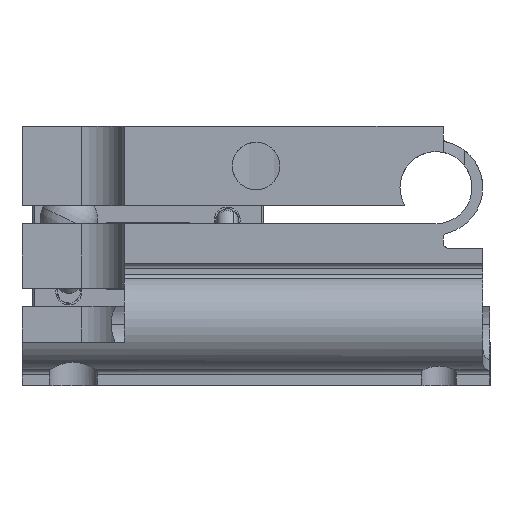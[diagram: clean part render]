
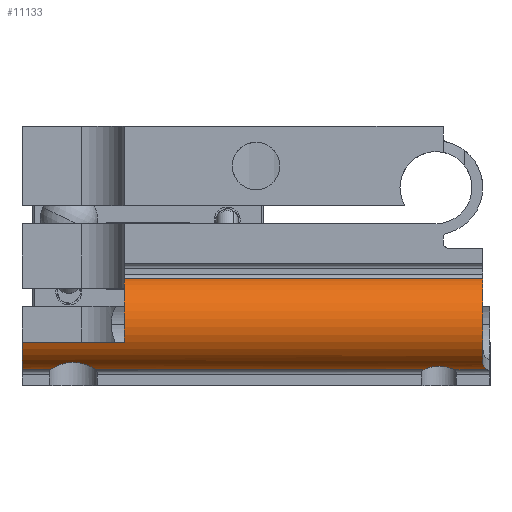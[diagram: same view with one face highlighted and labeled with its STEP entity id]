
A CAD part, front view. The second image highlights one B-rep face of the part: STEP entity #11133.
In plain terms, the highlighted cylindrical face has radius 3.25 mm (diameter 6.5 mm), a partial arc.
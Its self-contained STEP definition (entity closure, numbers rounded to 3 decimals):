
#1 = ORIENTED_EDGE ( 'NONE', *, *, #7486, .T. ) ;
#194 = CARTESIAN_POINT ( 'NONE',  ( -11.432, -13.883, -7.7 ) ) ;
#230 = CARTESIAN_POINT ( 'NONE',  ( 13.814, -13.267, -7.908 ) ) ;
#384 = VERTEX_POINT ( 'NONE', #9988 ) ;
#472 = CARTESIAN_POINT ( 'NONE',  ( 11.638, -13.37, -7.883 ) ) ;
#486 = DIRECTION ( 'NONE',  ( 0., 1., 0. ) ) ;
#556 = CARTESIAN_POINT ( 'NONE',  ( -16.25, -13.267, -7.908 ) ) ;
#699 = VECTOR ( 'NONE', #7487, 1000. ) ;
#944 = EDGE_CURVE ( 'NONE', #6892, #7946, #9465, .T. ) ;
#1004 = VERTEX_POINT ( 'NONE', #7584 ) ;
#1054 = VERTEX_POINT ( 'NONE', #3561 ) ;
#1146 = EDGE_LOOP ( 'NONE', ( #4720, #1370, #5791, #4307, #10930, #1717, #4099, #7380, #3939, #1694, #1 ) ) ;
#1172 = DIRECTION ( 'NONE',  ( 1., 0., 0. ) ) ;
#1244 = EDGE_CURVE ( 'NONE', #1054, #1004, #9530, .T. ) ;
#1248 = LINE ( 'NONE', #556, #9155 ) ;
#1261 = DIRECTION ( 'NONE',  ( 0., 1., 0. ) ) ;
#1370 = ORIENTED_EDGE ( 'NONE', *, *, #7758, .F. ) ;
#1694 = ORIENTED_EDGE ( 'NONE', *, *, #944, .T. ) ;
#1709 = VERTEX_POINT ( 'NONE', #7039 ) ;
#1717 = ORIENTED_EDGE ( 'NONE', *, *, #6353, .T. ) ;
#1747 = CIRCLE ( 'NONE', #8862, 3.25 ) ;
#1862 = CYLINDRICAL_SURFACE ( 'NONE', #6418, 3.25 ) ;
#1875 = EDGE_CURVE ( 'NONE', #9470, #9598, #1248, .T. ) ;
#1962 = CARTESIAN_POINT ( 'NONE',  ( -13.954, -13.86, -7.705 ) ) ;
#2076 = CARTESIAN_POINT ( 'NONE',  ( -16.25, -15.5, -6. ) ) ;
#2177 = CARTESIAN_POINT ( 'NONE',  ( 11.944, -13.702, -7.77 ) ) ;
#2296 = CARTESIAN_POINT ( 'NONE',  ( 11.703, -13.462, -7.855 ) ) ;
#2410 = CARTESIAN_POINT ( 'NONE',  ( 16.075, -13.267, -7.908 ) ) ;
#2907 = CARTESIAN_POINT ( 'NONE',  ( -16.25, -13.267, -7.908 ) ) ;
#2936 = DIRECTION ( 'NONE',  ( 0., 1., 0. ) ) ;
#2952 = CARTESIAN_POINT ( 'NONE',  ( -14.303, -13.267, -7.908 ) ) ;
#2998 = CARTESIAN_POINT ( 'NONE',  ( 11.586, -13.267, -7.908 ) ) ;
#3258 = CARTESIAN_POINT ( 'NONE',  ( 12.233, -13.881, -7.695 ) ) ;
#3391 = AXIS2_PLACEMENT_3D ( 'NONE', #5588, #9095, #1261 ) ;
#3475 = CARTESIAN_POINT ( 'NONE',  ( 15.75, -12.5, -4.75 ) ) ;
#3561 = CARTESIAN_POINT ( 'NONE',  ( 16.075, -13.267, -7.908 ) ) ;
#3607 = B_SPLINE_CURVE_WITH_KNOTS ( 'NONE', 3,
 ( #5491, #3725, #7922, #1962, #10728, #10611, #9629, #4529, #8826, #5267, #3614, #10561, #8029, #194, #6378, #8767 ),
 .UNSPECIFIED., .F., .F.,
 ( 4, 2, 2, 2, 2, 2, 2, 4 ),
 ( 0., 0.001, 0.001, 0.002, 0.002, 0.003, 0.003, 0.004 ),
 .UNSPECIFIED. ) ;
#3614 = CARTESIAN_POINT ( 'NONE',  ( -12.344, -14.372, -7.408 ) ) ;
#3725 = CARTESIAN_POINT ( 'NONE',  ( -14.243, -13.435, -7.867 ) ) ;
#3746 = EDGE_CURVE ( 'NONE', #9598, #384, #3607, .T. ) ;
#3939 = ORIENTED_EDGE ( 'NONE', *, *, #6903, .T. ) ;
#4051 = CARTESIAN_POINT ( 'NONE',  ( 11.586, -13.267, -7.908 ) ) ;
#4057 = CARTESIAN_POINT ( 'NONE',  ( 15.959, -13.473, -7.858 ) ) ;
#4099 = ORIENTED_EDGE ( 'NONE', *, *, #8395, .T. ) ;
#4269 = CARTESIAN_POINT ( 'NONE',  ( 15.75, -13.267, -1.592 ) ) ;
#4307 = ORIENTED_EDGE ( 'NONE', *, *, #3746, .T. ) ;
#4335 = CARTESIAN_POINT ( 'NONE',  ( -16.25, -15.5, -6. ) ) ;
#4434 = VERTEX_POINT ( 'NONE', #4335 ) ;
#4481 = DIRECTION ( 'NONE',  ( 1., 0., 0. ) ) ;
#4529 = CARTESIAN_POINT ( 'NONE',  ( -13.065, -14.369, -7.409 ) ) ;
#4719 = LINE ( 'NONE', #6510, #699 ) ;
#4720 = ORIENTED_EDGE ( 'NONE', *, *, #5728, .T. ) ;
#5012 = CARTESIAN_POINT ( 'NONE',  ( -9.15, -13.267, -1.592 ) ) ;
#5093 = CARTESIAN_POINT ( 'NONE',  ( -16.25, -13.267, -1.592 ) ) ;
#5267 = CARTESIAN_POINT ( 'NONE',  ( -12.526, -14.4, -7.386 ) ) ;
#5326 = VERTEX_POINT ( 'NONE', #230 ) ;
#5331 = CARTESIAN_POINT ( 'NONE',  ( -16.25, -12.5, -4.75 ) ) ;
#5335 = LINE ( 'NONE', #8893, #6158 ) ;
#5491 = CARTESIAN_POINT ( 'NONE',  ( -14.303, -13.267, -7.908 ) ) ;
#5588 = CARTESIAN_POINT ( 'NONE',  ( -16.25, -12.5, -4.75 ) ) ;
#5728 = EDGE_CURVE ( 'NONE', #1709, #4434, #7100, .T. ) ;
#5749 = CIRCLE ( 'NONE', #9945, 3.25 ) ;
#5791 = ORIENTED_EDGE ( 'NONE', *, *, #1875, .T. ) ;
#5840 = CARTESIAN_POINT ( 'NONE',  ( 13.155, -13.87, -7.697 ) ) ;
#6035 = DIRECTION ( 'NONE',  ( -1., 0., 0. ) ) ;
#6158 = VECTOR ( 'NONE', #6280, 1000. ) ;
#6280 = DIRECTION ( 'NONE',  ( 1., 0., 0. ) ) ;
#6353 = EDGE_CURVE ( 'NONE', #9941, #5326, #9677, .T. ) ;
#6378 = CARTESIAN_POINT ( 'NONE',  ( -11.216, -13.602, -7.827 ) ) ;
#6418 = AXIS2_PLACEMENT_3D ( 'NONE', #5331, #4481, #2936 ) ;
#6510 = CARTESIAN_POINT ( 'NONE',  ( -16.25, -13.267, -7.908 ) ) ;
#6545 = CARTESIAN_POINT ( 'NONE',  ( -9.15, -12.5, -4.75 ) ) ;
#6709 = CARTESIAN_POINT ( 'NONE',  ( 15.75, -14.31, -7.46 ) ) ;
#6756 = CARTESIAN_POINT ( 'NONE',  ( 13.259, -13.824, -7.719 ) ) ;
#6760 = CARTESIAN_POINT ( 'NONE',  ( 15.771, -14.107, -7.585 ) ) ;
#6892 = VERTEX_POINT ( 'NONE', #4269 ) ;
#6903 = EDGE_CURVE ( 'NONE', #1004, #6892, #5749, .T. ) ;
#6971 = DIRECTION ( 'NONE',  ( -1., 0., 0. ) ) ;
#7039 = CARTESIAN_POINT ( 'NONE',  ( -9.15, -15.5, -6. ) ) ;
#7100 = LINE ( 'NONE', #2076, #8278 ) ;
#7380 = ORIENTED_EDGE ( 'NONE', *, *, #1244, .T. ) ;
#7453 = CARTESIAN_POINT ( 'NONE',  ( 13.553, -13.642, -7.795 ) ) ;
#7486 = EDGE_CURVE ( 'NONE', #7946, #1709, #1747, .T. ) ;
#7487 = DIRECTION ( 'NONE',  ( 1., 0., 0. ) ) ;
#7505 = CARTESIAN_POINT ( 'NONE',  ( 11.856, -13.629, -7.799 ) ) ;
#7564 = CARTESIAN_POINT ( 'NONE',  ( 12.815, -13.95, -7.659 ) ) ;
#7584 = CARTESIAN_POINT ( 'NONE',  ( 15.75, -14.5, -7.312 ) ) ;
#7737 = CARTESIAN_POINT ( 'NONE',  ( 15.75, -14.5, -7.312 ) ) ;
#7758 = EDGE_CURVE ( 'NONE', #9470, #4434, #10534, .T. ) ;
#7872 = FACE_OUTER_BOUND ( 'NONE', #1146, .T. ) ;
#7922 = CARTESIAN_POINT ( 'NONE',  ( -14.161, -13.586, -7.817 ) ) ;
#7946 = VERTEX_POINT ( 'NONE', #5012 ) ;
#8029 = CARTESIAN_POINT ( 'NONE',  ( -11.851, -14.183, -7.533 ) ) ;
#8278 = VECTOR ( 'NONE', #9652, 1000. ) ;
#8395 = EDGE_CURVE ( 'NONE', #5326, #1054, #5335, .T. ) ;
#8767 = CARTESIAN_POINT ( 'NONE',  ( -11.097, -13.267, -7.908 ) ) ;
#8826 = CARTESIAN_POINT ( 'NONE',  ( -12.884, -14.399, -7.387 ) ) ;
#8862 = AXIS2_PLACEMENT_3D ( 'NONE', #6545, #1172, #486 ) ;
#8893 = CARTESIAN_POINT ( 'NONE',  ( -16.25, -13.267, -7.908 ) ) ;
#9095 = DIRECTION ( 'NONE',  ( -1., 0., 0. ) ) ;
#9155 = VECTOR ( 'NONE', #10976, 1000. ) ;
#9465 = LINE ( 'NONE', #5093, #10234 ) ;
#9470 = VERTEX_POINT ( 'NONE', #2907 ) ;
#9519 = EDGE_CURVE ( 'NONE', #384, #9941, #4719, .T. ) ;
#9530 = B_SPLINE_CURVE_WITH_KNOTS ( 'NONE', 3,
 ( #2410, #4057, #11068, #6760, #6709, #7737 ),
 .UNSPECIFIED., .F., .F.,
 ( 4, 2, 4 ),
 ( 0., 0.001, 0.001 ),
 .UNSPECIFIED. ) ;
#9598 = VERTEX_POINT ( 'NONE', #2952 ) ;
#9629 = CARTESIAN_POINT ( 'NONE',  ( -13.398, -14.26, -7.483 ) ) ;
#9652 = DIRECTION ( 'NONE',  ( -1., 0., 0. ) ) ;
#9677 = B_SPLINE_CURVE_WITH_KNOTS ( 'NONE', 3,
 ( #4051, #472, #2296, #7505, #2177, #3258, #11001, #7564, #11063, #5840, #6756, #7453, #10241, #10942 ),
 .UNSPECIFIED., .F., .F.,
 ( 4, 2, 2, 2, 2, 2, 4 ),
 ( 0., 0., 0.001, 0.001, 0.002, 0.002, 0.003 ),
 .UNSPECIFIED. ) ;
#9941 = VERTEX_POINT ( 'NONE', #2998 ) ;
#9945 = AXIS2_PLACEMENT_3D ( 'NONE', #3475, #6971, #10463 ) ;
#9988 = CARTESIAN_POINT ( 'NONE',  ( -11.097, -13.267, -7.908 ) ) ;
#10234 = VECTOR ( 'NONE', #6035, 1000. ) ;
#10241 = CARTESIAN_POINT ( 'NONE',  ( 13.709, -13.472, -7.858 ) ) ;
#10463 = DIRECTION ( 'NONE',  ( 0., -1., 0. ) ) ;
#10534 = CIRCLE ( 'NONE', #3391, 3.25 ) ;
#10561 = CARTESIAN_POINT ( 'NONE',  ( -12.008, -14.263, -7.481 ) ) ;
#10611 = CARTESIAN_POINT ( 'NONE',  ( -13.554, -14.18, -7.534 ) ) ;
#10728 = CARTESIAN_POINT ( 'NONE',  ( -13.832, -13.98, -7.646 ) ) ;
#10930 = ORIENTED_EDGE ( 'NONE', *, *, #9519, .T. ) ;
#10942 = CARTESIAN_POINT ( 'NONE',  ( 13.814, -13.267, -7.908 ) ) ;
#10976 = DIRECTION ( 'NONE',  ( 1., 0., 0. ) ) ;
#11001 = CARTESIAN_POINT ( 'NONE',  ( 12.465, -13.95, -7.659 ) ) ;
#11063 = CARTESIAN_POINT ( 'NONE',  ( 12.931, -13.934, -7.667 ) ) ;
#11068 = CARTESIAN_POINT ( 'NONE',  ( 15.877, -13.683, -7.786 ) ) ;
#11133 = ADVANCED_FACE ( 'NONE', ( #7872 ), #1862, .T. ) ;
